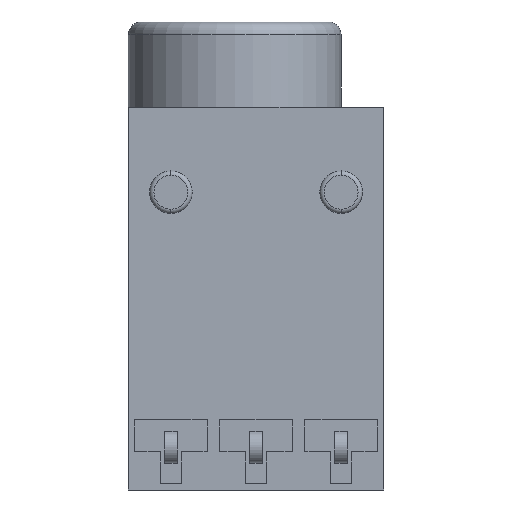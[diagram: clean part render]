
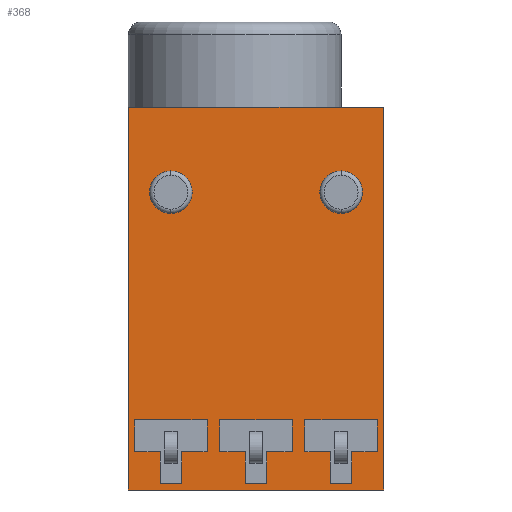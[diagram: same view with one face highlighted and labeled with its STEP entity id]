
A CAD part, front view. The second image highlights one B-rep face of the part: STEP entity #368.
In plain terms, the highlighted planar face has unit normal (0, -1, 0).
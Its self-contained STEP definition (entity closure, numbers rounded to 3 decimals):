
#368=ADVANCED_FACE('NONE',(#742,#743,#744,#745,#746,#747),#748,.T.);
#742=FACE_OUTER_BOUND('',#1130,.T.);
#743=FACE_BOUND('',#1131,.T.);
#744=FACE_BOUND('',#1132,.T.);
#745=FACE_BOUND('',#1133,.T.);
#746=FACE_BOUND('',#1134,.T.);
#747=FACE_BOUND('',#1135,.T.);
#748=PLANE('',#1136);
#1130=EDGE_LOOP('',(#2074,#2075,#2076,#2077,#2078));
#1131=EDGE_LOOP('',(#2079,#2080,#2081,#2082,#2083,#2084,#2085,#2086));
#1132=EDGE_LOOP('',(#2087,#2088,#2089,#2090,#2091,#2092,#2093,#2094));
#1133=EDGE_LOOP('',(#2095,#2096,#2097,#2098,#2099,#2100,#2101,#2102));
#1134=EDGE_LOOP('',(#2103,#2104));
#1135=EDGE_LOOP('',(#2105,#2106));
#1136=AXIS2_PLACEMENT_3D('',#2107,#2108,#2109);
#2074=ORIENTED_EDGE('',*,*,#2620,.F.);
#2075=ORIENTED_EDGE('',*,*,#2552,.F.);
#2076=ORIENTED_EDGE('',*,*,#2544,.T.);
#2077=ORIENTED_EDGE('',*,*,#2401,.T.);
#2078=ORIENTED_EDGE('',*,*,#2474,.F.);
#2079=ORIENTED_EDGE('',*,*,#2560,.F.);
#2080=ORIENTED_EDGE('',*,*,#2607,.F.);
#2081=ORIENTED_EDGE('',*,*,#2594,.F.);
#2082=ORIENTED_EDGE('',*,*,#2633,.F.);
#2083=ORIENTED_EDGE('',*,*,#2492,.F.);
#2084=ORIENTED_EDGE('',*,*,#2462,.F.);
#2085=ORIENTED_EDGE('',*,*,#2634,.F.);
#2086=ORIENTED_EDGE('',*,*,#2567,.F.);
#2087=ORIENTED_EDGE('',*,*,#2629,.F.);
#2088=ORIENTED_EDGE('',*,*,#2426,.F.);
#2089=ORIENTED_EDGE('',*,*,#2481,.F.);
#2090=ORIENTED_EDGE('',*,*,#2327,.F.);
#2091=ORIENTED_EDGE('',*,*,#2598,.F.);
#2092=ORIENTED_EDGE('',*,*,#2409,.F.);
#2093=ORIENTED_EDGE('',*,*,#2444,.F.);
#2094=ORIENTED_EDGE('',*,*,#2317,.F.);
#2095=ORIENTED_EDGE('',*,*,#2574,.F.);
#2096=ORIENTED_EDGE('',*,*,#2582,.F.);
#2097=ORIENTED_EDGE('',*,*,#2284,.F.);
#2098=ORIENTED_EDGE('',*,*,#2570,.F.);
#2099=ORIENTED_EDGE('',*,*,#2579,.F.);
#2100=ORIENTED_EDGE('',*,*,#2365,.F.);
#2101=ORIENTED_EDGE('',*,*,#2405,.F.);
#2102=ORIENTED_EDGE('',*,*,#2626,.F.);
#2103=ORIENTED_EDGE('',*,*,#2422,.F.);
#2104=ORIENTED_EDGE('',*,*,#2442,.F.);
#2105=ORIENTED_EDGE('',*,*,#2246,.F.);
#2106=ORIENTED_EDGE('',*,*,#2635,.F.);
#2107=CARTESIAN_POINT('',(-3.0,0.0,-9.0));
#2108=DIRECTION('',(0.0,-1.0,0.0));
#2109=DIRECTION('',(0.0,0.0,-1.0));
#2246=EDGE_CURVE('NONE',#2660,#2656,#2662,.T.);
#2284=EDGE_CURVE('NONE',#2727,#2728,#2729,.T.);
#2317=EDGE_CURVE('NONE',#2782,#2783,#2784,.T.);
#2327=EDGE_CURVE('NONE',#2800,#2801,#2802,.T.);
#2365=EDGE_CURVE('NONE',#2863,#2864,#2865,.T.);
#2401=EDGE_CURVE('NONE',#2928,#2926,#2929,.T.);
#2405=EDGE_CURVE('NONE',#2934,#2863,#2935,.T.);
#2409=EDGE_CURVE('NONE',#2940,#2941,#2942,.T.);
#2422=EDGE_CURVE('NONE',#2959,#2955,#2961,.T.);
#2426=EDGE_CURVE('NONE',#2965,#2966,#2967,.T.);
#2442=EDGE_CURVE('NONE',#2955,#2959,#2990,.T.);
#2444=EDGE_CURVE('NONE',#2783,#2940,#2992,.T.);
#2462=EDGE_CURVE('NONE',#3014,#3015,#3016,.T.);
#2474=EDGE_CURVE('NONE',#3030,#2926,#3033,.T.);
#2481=EDGE_CURVE('NONE',#2801,#2965,#3041,.T.);
#2492=EDGE_CURVE('NONE',#3015,#3054,#3055,.T.);
#2544=EDGE_CURVE('NONE',#3124,#2928,#3126,.T.);
#2552=EDGE_CURVE('NONE',#3124,#3136,#3137,.T.);
#2560=EDGE_CURVE('NONE',#3146,#3147,#3148,.T.);
#2567=EDGE_CURVE('NONE',#3147,#3155,#3156,.T.);
#2570=EDGE_CURVE('NONE',#3159,#2727,#3160,.T.);
#2574=EDGE_CURVE('NONE',#3165,#3166,#3167,.T.);
#2579=EDGE_CURVE('NONE',#2864,#3159,#3174,.T.);
#2582=EDGE_CURVE('NONE',#2728,#3165,#3177,.T.);
#2594=EDGE_CURVE('NONE',#3191,#3192,#3193,.T.);
#2598=EDGE_CURVE('NONE',#2941,#2800,#3197,.T.);
#2607=EDGE_CURVE('NONE',#3192,#3146,#3206,.T.);
#2620=EDGE_CURVE('NONE',#3136,#3030,#3222,.T.);
#2626=EDGE_CURVE('NONE',#3166,#2934,#3229,.T.);
#2629=EDGE_CURVE('NONE',#2966,#2782,#3232,.T.);
#2633=EDGE_CURVE('NONE',#3054,#3191,#3236,.T.);
#2634=EDGE_CURVE('NONE',#3155,#3014,#3237,.T.);
#2635=EDGE_CURVE('NONE',#2656,#2660,#3238,.T.);
#2656=VERTEX_POINT('NONE',#3259);
#2660=VERTEX_POINT('NONE',#3264);
#2662=CIRCLE('',#3267,0.5);
#2727=VERTEX_POINT('NONE',#3348);
#2728=VERTEX_POINT('NONE',#3349);
#2729=LINE('',#3350,#3351);
#2782=VERTEX_POINT('NONE',#3425);
#2783=VERTEX_POINT('NONE',#3426);
#2784=LINE('',#3427,#3428);
#2800=VERTEX_POINT('NONE',#3451);
#2801=VERTEX_POINT('NONE',#3452);
#2802=LINE('',#3453,#3454);
#2863=VERTEX_POINT('NONE',#3537);
#2864=VERTEX_POINT('NONE',#3538);
#2865=LINE('',#3539,#3540);
#2926=VERTEX_POINT('NONE',#3627);
#2928=VERTEX_POINT('NONE',#3630);
#2929=LINE('',#3631,#3632);
#2934=VERTEX_POINT('NONE',#3639);
#2935=LINE('',#3640,#3641);
#2940=VERTEX_POINT('NONE',#3648);
#2941=VERTEX_POINT('NONE',#3649);
#2942=LINE('',#3650,#3651);
#2955=VERTEX_POINT('NONE',#3670);
#2959=VERTEX_POINT('NONE',#3675);
#2961=CIRCLE('',#3678,0.5);
#2965=VERTEX_POINT('NONE',#3682);
#2966=VERTEX_POINT('NONE',#3683);
#2967=LINE('',#3684,#3685);
#2990=CIRCLE('',#3715,0.5);
#2992=LINE('',#3717,#3718);
#3014=VERTEX_POINT('NONE',#3753);
#3015=VERTEX_POINT('NONE',#3754);
#3016=LINE('',#3755,#3756);
#3030=VERTEX_POINT('NONE',#3777);
#3033=LINE('',#3780,#3781);
#3041=LINE('',#3792,#3793);
#3054=VERTEX_POINT('NONE',#3811);
#3055=LINE('',#3812,#3813);
#3124=VERTEX_POINT('NONE',#3911);
#3126=LINE('',#3914,#3915);
#3136=VERTEX_POINT('NONE',#3931);
#3137=LINE('',#3932,#3933);
#3146=VERTEX_POINT('NONE',#3947);
#3147=VERTEX_POINT('NONE',#3948);
#3148=LINE('',#3949,#3950);
#3155=VERTEX_POINT('NONE',#3960);
#3156=LINE('',#3961,#3962);
#3159=VERTEX_POINT('NONE',#3966);
#3160=LINE('',#3967,#3968);
#3165=VERTEX_POINT('NONE',#3975);
#3166=VERTEX_POINT('NONE',#3976);
#3167=LINE('',#3977,#3978);
#3174=LINE('',#3988,#3989);
#3177=LINE('',#3993,#3994);
#3191=VERTEX_POINT('NONE',#4010);
#3192=VERTEX_POINT('NONE',#4011);
#3193=LINE('',#4012,#4013);
#3197=LINE('',#4019,#4020);
#3206=LINE('',#4030,#4031);
#3222=LINE('',#4052,#4053);
#3229=LINE('',#4060,#4061);
#3232=LINE('',#4064,#4065);
#3236=LINE('',#4069,#4070);
#3237=LINE('',#4071,#4072);
#3238=CIRCLE('',#4073,0.5);
#3259=CARTESIAN_POINT('',(2.0,0.0,-2.5));
#3264=CARTESIAN_POINT('',(2.0,0.0,-1.5));
#3267=AXIS2_PLACEMENT_3D('',#4097,#4098,#4099);
#3348=CARTESIAN_POINT('',(2.25,0.0,-8.1));
#3349=CARTESIAN_POINT('',(2.85,0.0,-8.1));
#3350=CARTESIAN_POINT('',(2.25,0.0,-8.1));
#3351=VECTOR('',#4152,1000.0);
#3425=CARTESIAN_POINT('',(-2.85,0.0,-7.35));
#3426=CARTESIAN_POINT('',(-2.85,-0.0,-8.1));
#3427=CARTESIAN_POINT('',(-2.85,0.0,-7.35));
#3428=VECTOR('',#4186,1000.0);
#3451=CARTESIAN_POINT('',(-1.75,-0.0,-8.85));
#3452=CARTESIAN_POINT('',(-1.75,-0.0,-8.1));
#3453=CARTESIAN_POINT('',(-1.75,-0.0,-8.1));
#3454=VECTOR('',#4194,1000.0);
#3537=CARTESIAN_POINT('',(1.75,0.0,-8.1));
#3538=CARTESIAN_POINT('',(1.75,0.0,-8.85));
#3539=CARTESIAN_POINT('',(1.75,0.0,-8.1));
#3540=VECTOR('',#4241,1000.0);
#3627=CARTESIAN_POINT('',(3.0,0.0,0.0));
#3630=CARTESIAN_POINT('',(3.0,0.0,-9.0));
#3631=CARTESIAN_POINT('',(3.0,0.0,-9.0));
#3632=VECTOR('',#4278,1000.0);
#3639=CARTESIAN_POINT('',(1.15,0.0,-8.1));
#3640=CARTESIAN_POINT('',(1.15,0.0,-8.1));
#3641=VECTOR('',#4281,1000.0);
#3648=CARTESIAN_POINT('',(-2.25,-0.0,-8.1));
#3649=CARTESIAN_POINT('',(-2.25,-0.0,-8.85));
#3650=CARTESIAN_POINT('',(-2.25,-0.0,-8.85));
#3651=VECTOR('',#4284,1000.0);
#3670=CARTESIAN_POINT('',(-2.0,0.0,-2.5));
#3675=CARTESIAN_POINT('',(-2.0,0.0,-1.5));
#3678=AXIS2_PLACEMENT_3D('',#4296,#4297,#4298);
#3682=CARTESIAN_POINT('',(-1.15,-0.0,-8.1));
#3683=CARTESIAN_POINT('',(-1.15,-0.0,-7.35));
#3684=CARTESIAN_POINT('',(-1.15,-0.0,-7.35));
#3685=VECTOR('',#4302,1000.0);
#3715=AXIS2_PLACEMENT_3D('',#4322,#4323,#4324);
#3717=CARTESIAN_POINT('',(-2.25,-0.0,-8.1));
#3718=VECTOR('',#4325,1000.0);
#3753=CARTESIAN_POINT('',(-0.25,-0.0,-8.1));
#3754=CARTESIAN_POINT('',(-0.25,-0.0,-8.85));
#3755=CARTESIAN_POINT('',(-0.25,0.0,-8.1));
#3756=VECTOR('',#4339,1000.0);
#3777=CARTESIAN_POINT('',(-0.5,0.0,0.0));
#3780=CARTESIAN_POINT('',(-3.0,0.0,0.0));
#3781=VECTOR('',#4350,1000.0);
#3792=CARTESIAN_POINT('',(-1.15,-0.0,-8.1));
#3793=VECTOR('',#4357,1000.0);
#3811=CARTESIAN_POINT('',(0.25,0.0,-8.85));
#3812=CARTESIAN_POINT('',(-0.25,0.0,-8.85));
#3813=VECTOR('',#4366,1000.0);
#3911=CARTESIAN_POINT('',(-3.0,0.0,-9.0));
#3914=CARTESIAN_POINT('',(-3.0,0.0,-9.0));
#3915=VECTOR('',#4418,1000.0);
#3931=CARTESIAN_POINT('',(-3.0,0.0,0.0));
#3932=CARTESIAN_POINT('',(-3.0,0.0,-9.0));
#3933=VECTOR('',#4425,1000.0);
#3947=CARTESIAN_POINT('',(0.85,0.0,-7.35));
#3948=CARTESIAN_POINT('',(-0.85,0.0,-7.35));
#3949=CARTESIAN_POINT('',(0.85,0.0,-7.35));
#3950=VECTOR('',#4431,1000.0);
#3960=CARTESIAN_POINT('',(-0.85,-0.0,-8.1));
#3961=CARTESIAN_POINT('',(-0.85,0.0,-7.35));
#3962=VECTOR('',#4435,1000.0);
#3966=CARTESIAN_POINT('',(2.25,0.0,-8.85));
#3967=CARTESIAN_POINT('',(2.25,0.0,-8.85));
#3968=VECTOR('',#4437,1000.0);
#3975=CARTESIAN_POINT('',(2.85,0.0,-7.35));
#3976=CARTESIAN_POINT('',(1.15,0.0,-7.35));
#3977=CARTESIAN_POINT('',(2.85,0.0,-7.35));
#3978=VECTOR('',#4440,1000.0);
#3988=CARTESIAN_POINT('',(1.75,0.0,-8.85));
#3989=VECTOR('',#4444,1000.0);
#3993=CARTESIAN_POINT('',(2.85,0.0,-8.1));
#3994=VECTOR('',#4446,1000.0);
#4010=CARTESIAN_POINT('',(0.25,0.0,-8.1));
#4011=CARTESIAN_POINT('',(0.85,0.0,-8.1));
#4012=CARTESIAN_POINT('',(0.25,0.0,-8.1));
#4013=VECTOR('',#4461,1000.0);
#4019=CARTESIAN_POINT('',(-1.75,-0.0,-8.85));
#4020=VECTOR('',#4464,1000.0);
#4030=CARTESIAN_POINT('',(0.85,0.0,-8.1));
#4031=VECTOR('',#4469,1000.0);
#4052=CARTESIAN_POINT('',(-3.0,0.0,0.0));
#4053=VECTOR('',#4481,1000.0);
#4060=CARTESIAN_POINT('',(1.15,0.0,-7.35));
#4061=VECTOR('',#4491,1000.0);
#4064=CARTESIAN_POINT('',(-2.85,-0.0,-7.35));
#4065=VECTOR('',#4492,1000.0);
#4069=CARTESIAN_POINT('',(0.25,0.0,-8.85));
#4070=VECTOR('',#4493,1000.0);
#4071=CARTESIAN_POINT('',(-0.85,0.0,-8.1));
#4072=VECTOR('',#4494,1000.0);
#4073=AXIS2_PLACEMENT_3D('',#4495,#4496,#4497);
#4097=CARTESIAN_POINT('',(2.0,0.0,-2.0));
#4098=DIRECTION('',(0.0,-1.0,0.0));
#4099=DIRECTION('',(0.0,0.0,-1.0));
#4152=DIRECTION('',(1.0,0.0,0.));
#4186=DIRECTION('',(0.0,0.0,-1.0));
#4194=DIRECTION('',(-0.0,-0.0,1.0));
#4241=DIRECTION('',(0.0,0.0,-1.0));
#4278=DIRECTION('',(0.0,0.0,1.0));
#4281=DIRECTION('',(1.0,0.0,0.0));
#4284=DIRECTION('',(-0.0,-0.0,-1.0));
#4296=CARTESIAN_POINT('',(-2.0,-0.0,-2.0));
#4297=DIRECTION('',(0.0,-1.0,0.0));
#4298=DIRECTION('',(0.0,0.0,-1.0));
#4302=DIRECTION('',(-0.0,-0.0,1.0));
#4322=CARTESIAN_POINT('',(-2.0,-0.0,-2.0));
#4323=DIRECTION('',(0.0,-1.0,0.0));
#4324=DIRECTION('',(0.0,0.0,-1.0));
#4325=DIRECTION('',(1.0,-0.0,0.));
#4339=DIRECTION('',(0.,0.0,-1.0));
#4350=DIRECTION('',(1.0,0.0,0.0));
#4357=DIRECTION('',(1.0,-0.0,-0.0));
#4366=DIRECTION('',(1.0,0.0,0.0));
#4418=DIRECTION('',(1.0,0.0,0.0));
#4425=DIRECTION('',(0.0,0.0,1.0));
#4431=DIRECTION('',(-1.0,-0.0,0.0));
#4435=DIRECTION('',(0.,0.0,-1.0));
#4437=DIRECTION('',(0.0,0.0,1.0));
#4440=DIRECTION('',(-1.0,0.0,0.0));
#4444=DIRECTION('',(1.0,0.0,0.0));
#4446=DIRECTION('',(0.0,0.0,1.0));
#4461=DIRECTION('',(1.0,0.0,0.0));
#4464=DIRECTION('',(1.0,-0.0,-0.0));
#4469=DIRECTION('',(0.,0.0,1.0));
#4481=DIRECTION('',(1.0,0.0,0.0));
#4491=DIRECTION('',(0.0,0.0,-1.0));
#4492=DIRECTION('',(-1.0,-0.0,0.));
#4493=DIRECTION('',(0.0,0.0,1.0));
#4494=DIRECTION('',(1.0,0.0,0.0));
#4495=CARTESIAN_POINT('',(2.0,0.0,-2.0));
#4496=DIRECTION('',(0.0,-1.0,0.0));
#4497=DIRECTION('',(0.0,0.0,-1.0));
